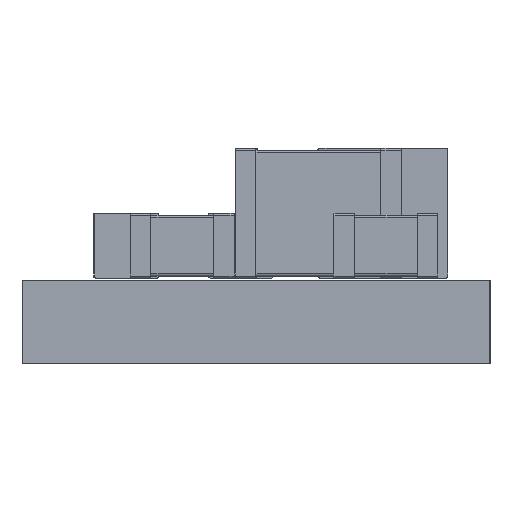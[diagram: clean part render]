
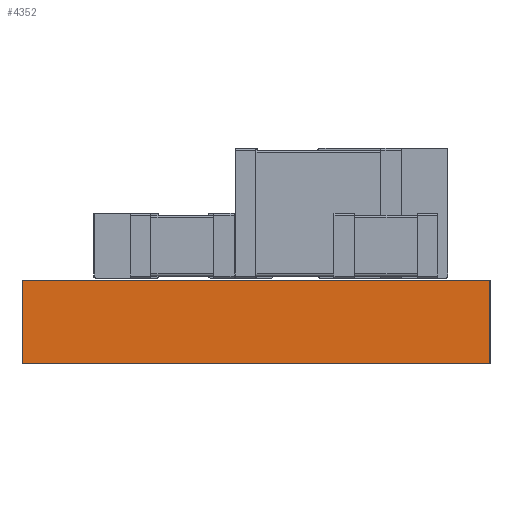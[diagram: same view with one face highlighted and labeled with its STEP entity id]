
A CAD part, left-side view. The second image highlights one B-rep face of the part: STEP entity #4352.
In plain terms, the highlighted planar face has unit normal (-1, 0, 0).
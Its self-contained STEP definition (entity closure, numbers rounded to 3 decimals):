
#4171 = PLANE('',#4172);
#4172 = AXIS2_PLACEMENT_3D('',#4173,#4174,#4175);
#4173 = CARTESIAN_POINT('',(122.5,-108.5,0.));
#4174 = DIRECTION('',(0.,-1.,0.));
#4175 = DIRECTION('',(-1.,0.,0.));
#4196 = VERTEX_POINT('',#4197);
#4197 = CARTESIAN_POINT('',(100.,-108.5,1.6));
#4211 = PLANE('',#4212);
#4212 = AXIS2_PLACEMENT_3D('',#4213,#4214,#4215);
#4213 = CARTESIAN_POINT('',(111.25,-104.,1.6));
#4214 = DIRECTION('',(-0.,-0.,-1.));
#4215 = DIRECTION('',(-1.,0.,0.));
#4223 = EDGE_CURVE('',#4224,#4196,#4226,.T.);
#4224 = VERTEX_POINT('',#4225);
#4225 = CARTESIAN_POINT('',(100.,-108.5,0.));
#4226 = SURFACE_CURVE('',#4227,(#4231,#4238),.PCURVE_S1.);
#4227 = LINE('',#4228,#4229);
#4228 = CARTESIAN_POINT('',(100.,-108.5,0.));
#4229 = VECTOR('',#4230,1.);
#4230 = DIRECTION('',(0.,0.,1.));
#4231 = PCURVE('',#4171,#4232);
#4232 = DEFINITIONAL_REPRESENTATION('',(#4233),#4237);
#4233 = LINE('',#4234,#4235);
#4234 = CARTESIAN_POINT('',(22.5,0.));
#4235 = VECTOR('',#4236,1.);
#4236 = DIRECTION('',(0.,-1.));
#4237 = ( GEOMETRIC_REPRESENTATION_CONTEXT(2) 
PARAMETRIC_REPRESENTATION_CONTEXT() REPRESENTATION_CONTEXT('2D SPACE',''
  ) );
#4238 = PCURVE('',#4239,#4244);
#4239 = PLANE('',#4240);
#4240 = AXIS2_PLACEMENT_3D('',#4241,#4242,#4243);
#4241 = CARTESIAN_POINT('',(100.,-108.5,0.));
#4242 = DIRECTION('',(-1.,0.,0.));
#4243 = DIRECTION('',(0.,1.,0.));
#4244 = DEFINITIONAL_REPRESENTATION('',(#4245),#4249);
#4245 = LINE('',#4246,#4247);
#4246 = CARTESIAN_POINT('',(0.,0.));
#4247 = VECTOR('',#4248,1.);
#4248 = DIRECTION('',(0.,-1.));
#4249 = ( GEOMETRIC_REPRESENTATION_CONTEXT(2) 
PARAMETRIC_REPRESENTATION_CONTEXT() REPRESENTATION_CONTEXT('2D SPACE',''
  ) );
#4265 = PLANE('',#4266);
#4266 = AXIS2_PLACEMENT_3D('',#4267,#4268,#4269);
#4267 = CARTESIAN_POINT('',(111.25,-104.,0.));
#4268 = DIRECTION('',(-0.,-0.,-1.));
#4269 = DIRECTION('',(-1.,0.,0.));
#4298 = PLANE('',#4299);
#4299 = AXIS2_PLACEMENT_3D('',#4300,#4301,#4302);
#4300 = CARTESIAN_POINT('',(100.,-99.5,0.));
#4301 = DIRECTION('',(0.,1.,0.));
#4302 = DIRECTION('',(1.,0.,0.));
#4352 = ADVANCED_FACE('',(#4353),#4239,.T.);
#4353 = FACE_BOUND('',#4354,.T.);
#4354 = EDGE_LOOP('',(#4355,#4356,#4379,#4402));
#4355 = ORIENTED_EDGE('',*,*,#4223,.T.);
#4356 = ORIENTED_EDGE('',*,*,#4357,.T.);
#4357 = EDGE_CURVE('',#4196,#4358,#4360,.T.);
#4358 = VERTEX_POINT('',#4359);
#4359 = CARTESIAN_POINT('',(100.,-99.5,1.6));
#4360 = SURFACE_CURVE('',#4361,(#4365,#4372),.PCURVE_S1.);
#4361 = LINE('',#4362,#4363);
#4362 = CARTESIAN_POINT('',(100.,-108.5,1.6));
#4363 = VECTOR('',#4364,1.);
#4364 = DIRECTION('',(0.,1.,0.));
#4365 = PCURVE('',#4239,#4366);
#4366 = DEFINITIONAL_REPRESENTATION('',(#4367),#4371);
#4367 = LINE('',#4368,#4369);
#4368 = CARTESIAN_POINT('',(0.,-1.6));
#4369 = VECTOR('',#4370,1.);
#4370 = DIRECTION('',(1.,0.));
#4371 = ( GEOMETRIC_REPRESENTATION_CONTEXT(2) 
PARAMETRIC_REPRESENTATION_CONTEXT() REPRESENTATION_CONTEXT('2D SPACE',''
  ) );
#4372 = PCURVE('',#4211,#4373);
#4373 = DEFINITIONAL_REPRESENTATION('',(#4374),#4378);
#4374 = LINE('',#4375,#4376);
#4375 = CARTESIAN_POINT('',(11.25,-4.5));
#4376 = VECTOR('',#4377,1.);
#4377 = DIRECTION('',(0.,1.));
#4378 = ( GEOMETRIC_REPRESENTATION_CONTEXT(2) 
PARAMETRIC_REPRESENTATION_CONTEXT() REPRESENTATION_CONTEXT('2D SPACE',''
  ) );
#4379 = ORIENTED_EDGE('',*,*,#4380,.F.);
#4380 = EDGE_CURVE('',#4381,#4358,#4383,.T.);
#4381 = VERTEX_POINT('',#4382);
#4382 = CARTESIAN_POINT('',(100.,-99.5,0.));
#4383 = SURFACE_CURVE('',#4384,(#4388,#4395),.PCURVE_S1.);
#4384 = LINE('',#4385,#4386);
#4385 = CARTESIAN_POINT('',(100.,-99.5,0.));
#4386 = VECTOR('',#4387,1.);
#4387 = DIRECTION('',(0.,0.,1.));
#4388 = PCURVE('',#4239,#4389);
#4389 = DEFINITIONAL_REPRESENTATION('',(#4390),#4394);
#4390 = LINE('',#4391,#4392);
#4391 = CARTESIAN_POINT('',(9.,0.));
#4392 = VECTOR('',#4393,1.);
#4393 = DIRECTION('',(0.,-1.));
#4394 = ( GEOMETRIC_REPRESENTATION_CONTEXT(2) 
PARAMETRIC_REPRESENTATION_CONTEXT() REPRESENTATION_CONTEXT('2D SPACE',''
  ) );
#4395 = PCURVE('',#4298,#4396);
#4396 = DEFINITIONAL_REPRESENTATION('',(#4397),#4401);
#4397 = LINE('',#4398,#4399);
#4398 = CARTESIAN_POINT('',(0.,0.));
#4399 = VECTOR('',#4400,1.);
#4400 = DIRECTION('',(0.,-1.));
#4401 = ( GEOMETRIC_REPRESENTATION_CONTEXT(2) 
PARAMETRIC_REPRESENTATION_CONTEXT() REPRESENTATION_CONTEXT('2D SPACE',''
  ) );
#4402 = ORIENTED_EDGE('',*,*,#4403,.F.);
#4403 = EDGE_CURVE('',#4224,#4381,#4404,.T.);
#4404 = SURFACE_CURVE('',#4405,(#4409,#4416),.PCURVE_S1.);
#4405 = LINE('',#4406,#4407);
#4406 = CARTESIAN_POINT('',(100.,-108.5,0.));
#4407 = VECTOR('',#4408,1.);
#4408 = DIRECTION('',(0.,1.,0.));
#4409 = PCURVE('',#4239,#4410);
#4410 = DEFINITIONAL_REPRESENTATION('',(#4411),#4415);
#4411 = LINE('',#4412,#4413);
#4412 = CARTESIAN_POINT('',(0.,0.));
#4413 = VECTOR('',#4414,1.);
#4414 = DIRECTION('',(1.,0.));
#4415 = ( GEOMETRIC_REPRESENTATION_CONTEXT(2) 
PARAMETRIC_REPRESENTATION_CONTEXT() REPRESENTATION_CONTEXT('2D SPACE',''
  ) );
#4416 = PCURVE('',#4265,#4417);
#4417 = DEFINITIONAL_REPRESENTATION('',(#4418),#4422);
#4418 = LINE('',#4419,#4420);
#4419 = CARTESIAN_POINT('',(11.25,-4.5));
#4420 = VECTOR('',#4421,1.);
#4421 = DIRECTION('',(0.,1.));
#4422 = ( GEOMETRIC_REPRESENTATION_CONTEXT(2) 
PARAMETRIC_REPRESENTATION_CONTEXT() REPRESENTATION_CONTEXT('2D SPACE',''
  ) );
